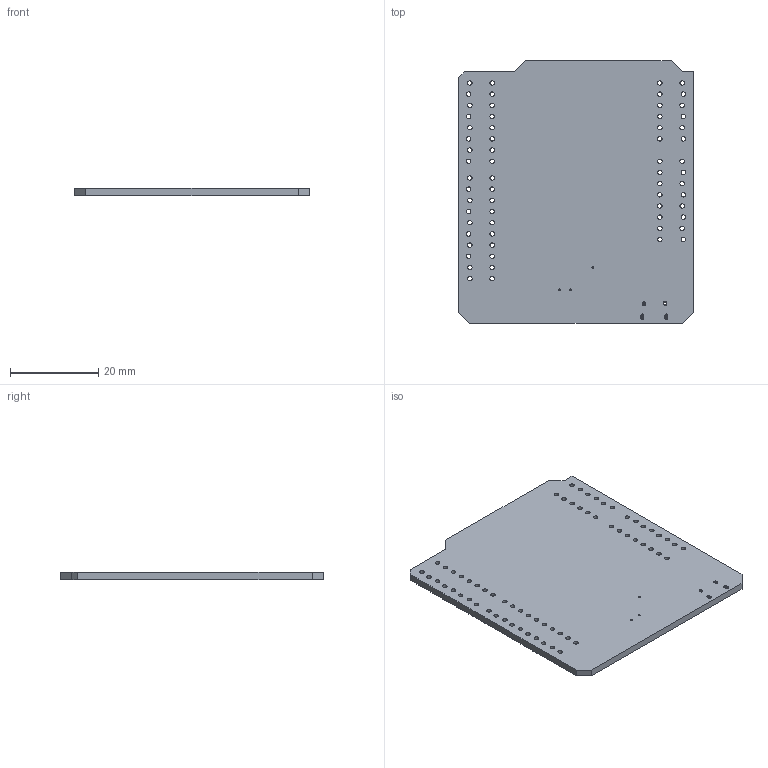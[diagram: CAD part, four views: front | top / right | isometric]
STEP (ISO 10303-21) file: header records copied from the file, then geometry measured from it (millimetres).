
FILE_DESCRIPTION(('KiCad electronic assembly'),'2;1');
FILE_NAME('kicadBoard.step','2022-11-07T06:40:44',('Pcbnew'),('Kicad'), 'Open CASCADE STEP processor 7.6','KiCad to STEP converter','Unknown' );
FILE_SCHEMA(('AUTOMOTIVE_DESIGN { 1 0 10303 214 1 1 1 1 }'));
Length unit declared in the file: millimetre
Products named in the file (2): kicadBoard 1; _autosave-kicadBoard PCB
Assembly tree (1 placements, depth 2):
  kicadBoard 1
    _autosave-kicadBoard PCB
Bounding box: 53.34 x 59.69 x 1.6 mm (x, y, z)
Volume: 4926.1 mm3; surface area: 6856.2 mm2
Topology: 5 solids, 5 shells, 183 faces, 463 edges, 296 vertices
Faces by surface type: cylinder 92, plane 91
Full cylindrical faces by diameter (mm): 0.381 x3, 1.016 x64
Entity records: 13486 total; most frequent: CARTESIAN_POINT 4833, DIRECTION 1574, ORIENTED_EDGE 926, PCURVE 926, DEFINITIONAL_REPRESENTATION 926, LINE 528, VECTOR 528, AXIS2_PLACEMENT_3D 523
